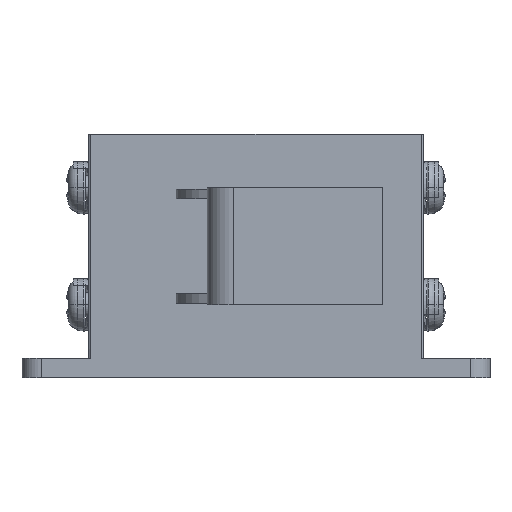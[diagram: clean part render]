
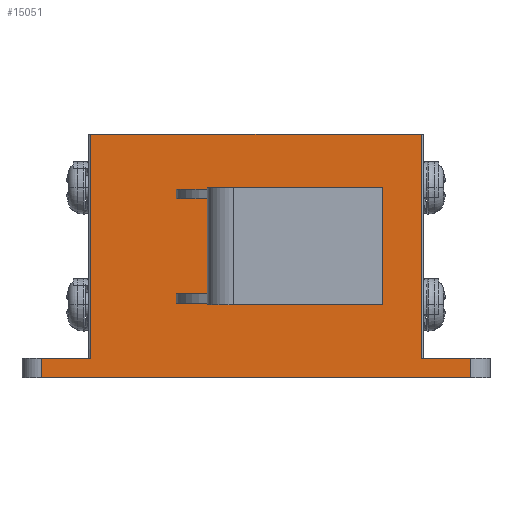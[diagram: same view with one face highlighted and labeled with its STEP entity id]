
A CAD part, front view. The second image highlights one B-rep face of the part: STEP entity #15051.
In plain terms, the highlighted planar face has unit normal (0, -1, 0).
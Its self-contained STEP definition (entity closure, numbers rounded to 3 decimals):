
#4625=DIRECTION('',(-1.,0.,0.));
#4626=VECTOR('',#4625,33.921);
#4627=CARTESIAN_POINT('',(16.961,0.,25.));
#4628=LINE('',#4627,#4626);
#4787=DIRECTION('',(-1.,0.,0.));
#4788=VECTOR('',#4787,5.039);
#4789=CARTESIAN_POINT('',(-16.961,0.,2.));
#4790=LINE('',#4789,#4788);
#4838=DIRECTION('',(-1.,0.,0.));
#4839=VECTOR('',#4838,5.039);
#4840=CARTESIAN_POINT('',(22.,0.,2.));
#4841=LINE('',#4840,#4839);
#5023=DIRECTION('',(0.,0.,-1.));
#5024=VECTOR('',#5023,23.);
#5025=CARTESIAN_POINT('',(-16.961,0.,25.));
#5026=LINE('',#5025,#5024);
#5027=DIRECTION('',(0.,0.,-1.));
#5028=VECTOR('',#5027,2.);
#5029=CARTESIAN_POINT('',(22.,0.,2.));
#5030=LINE('',#5029,#5028);
#5031=DIRECTION('',(-1.,0.,0.));
#5032=VECTOR('',#5031,44.);
#5033=CARTESIAN_POINT('',(22.,0.,0.));
#5034=LINE('',#5033,#5032);
#5035=DIRECTION('',(1.,0.,0.));
#5036=VECTOR('',#5035,2.);
#5037=CARTESIAN_POINT('',(-7.,0.,19.35));
#5038=LINE('',#5037,#5036);
#5039=DIRECTION('',(0.,0.,-1.));
#5040=VECTOR('',#5039,1.);
#5041=CARTESIAN_POINT('',(-7.,0.,19.35));
#5042=LINE('',#5041,#5040);
#5043=DIRECTION('',(1.,0.,0.));
#5044=VECTOR('',#5043,2.);
#5045=CARTESIAN_POINT('',(-7.,0.,18.35));
#5046=LINE('',#5045,#5044);
#5047=DIRECTION('',(1.,0.,0.));
#5048=VECTOR('',#5047,2.);
#5049=CARTESIAN_POINT('',(-7.,0.,8.65));
#5050=LINE('',#5049,#5048);
#5051=DIRECTION('',(0.,0.,-1.));
#5052=VECTOR('',#5051,1.);
#5053=CARTESIAN_POINT('',(-7.,0.,8.65));
#5054=LINE('',#5053,#5052);
#5055=DIRECTION('',(1.,0.,0.));
#5056=VECTOR('',#5055,2.);
#5057=CARTESIAN_POINT('',(-7.,0.,7.65));
#5058=LINE('',#5057,#5056);
#5059=DIRECTION('',(0.,0.,1.));
#5060=VECTOR('',#5059,23.);
#5061=CARTESIAN_POINT('',(16.961,0.,2.));
#5062=LINE('',#5061,#5060);
#5290=DIRECTION('',(0.,0.,-1.));
#5291=VECTOR('',#5290,2.);
#5292=CARTESIAN_POINT('',(-22.,0.,2.));
#5293=LINE('',#5292,#5291);
#5312=DIRECTION('',(0.,0.,1.));
#5313=VECTOR('',#5312,0.15);
#5314=CARTESIAN_POINT('',(-5.,0.,19.35));
#5315=LINE('',#5314,#5313);
#5324=DIRECTION('',(0.,0.,1.));
#5325=VECTOR('',#5324,0.15);
#5326=CARTESIAN_POINT('',(-5.,0.,7.5));
#5327=LINE('',#5326,#5325);
#5340=DIRECTION('',(0.,0.,1.));
#5341=VECTOR('',#5340,9.7);
#5342=CARTESIAN_POINT('',(-5.,0.,8.65));
#5343=LINE('',#5342,#5341);
#5357=DIRECTION('',(1.,0.,0.));
#5358=VECTOR('',#5357,18.);
#5359=CARTESIAN_POINT('',(-5.,0.,19.5));
#5360=LINE('',#5359,#5358);
#5401=DIRECTION('',(-1.,0.,0.));
#5402=VECTOR('',#5401,18.);
#5403=CARTESIAN_POINT('',(13.,0.,7.5));
#5404=LINE('',#5403,#5402);
#5466=DIRECTION('',(0.,0.,-1.));
#5467=VECTOR('',#5466,12.);
#5468=CARTESIAN_POINT('',(13.,0.,19.5));
#5469=LINE('',#5468,#5467);
#6481=CARTESIAN_POINT('',(-22.,0.,0.));
#6482=VERTEX_POINT('',#6481);
#6483=CARTESIAN_POINT('',(22.,0.,0.));
#6484=VERTEX_POINT('',#6483);
#6491=CARTESIAN_POINT('',(-16.961,0.,25.));
#6492=CARTESIAN_POINT('',(-16.961,0.,2.));
#6493=VERTEX_POINT('',#6491);
#6494=VERTEX_POINT('',#6492);
#6495=CARTESIAN_POINT('',(16.961,0.,25.));
#6496=VERTEX_POINT('',#6495);
#6497=CARTESIAN_POINT('',(22.,0.,2.));
#6498=VERTEX_POINT('',#6497);
#6499=CARTESIAN_POINT('',(-22.,0.,2.));
#6500=VERTEX_POINT('',#6499);
#6501=CARTESIAN_POINT('',(13.,0.,19.5));
#6502=CARTESIAN_POINT('',(13.,0.,7.5));
#6503=VERTEX_POINT('',#6501);
#6504=VERTEX_POINT('',#6502);
#6549=CARTESIAN_POINT('',(16.961,0.,2.));
#6550=VERTEX_POINT('',#6549);
#6641=CARTESIAN_POINT('',(-5.,0.,19.5));
#6643=VERTEX_POINT('',#6641);
#6663=CARTESIAN_POINT('',(-5.,0.,7.5));
#6664=VERTEX_POINT('',#6663);
#7679=CARTESIAN_POINT('',(-7.,0.,19.35));
#7680=CARTESIAN_POINT('',(-5.,0.,19.35));
#7681=VERTEX_POINT('',#7679);
#7682=VERTEX_POINT('',#7680);
#7683=CARTESIAN_POINT('',(-7.,0.,18.35));
#7684=VERTEX_POINT('',#7683);
#7685=CARTESIAN_POINT('',(-5.,0.,18.35));
#7686=VERTEX_POINT('',#7685);
#7687=CARTESIAN_POINT('',(-7.,0.,7.65));
#7688=CARTESIAN_POINT('',(-5.,0.,7.65));
#7689=VERTEX_POINT('',#7687);
#7690=VERTEX_POINT('',#7688);
#7691=CARTESIAN_POINT('',(-7.,0.,8.65));
#7692=CARTESIAN_POINT('',(-5.,0.,8.65));
#7693=VERTEX_POINT('',#7691);
#7694=VERTEX_POINT('',#7692);
#15006=CARTESIAN_POINT('',(0.,0.,12.5));
#15007=DIRECTION('',(0.,1.,0.));
#15008=DIRECTION('',(1.,0.,0.));
#15009=AXIS2_PLACEMENT_3D('',#15006,#15007,#15008);
#15010=PLANE('',#15009);
#15011=ORIENTED_EDGE('',*,*,#14672,.F.);
#15012=ORIENTED_EDGE('',*,*,#15001,.F.);
#15013=ORIENTED_EDGE('',*,*,#14579,.F.);
#15015=ORIENTED_EDGE('',*,*,#15014,.F.);
#15016=ORIENTED_EDGE('',*,*,#14702,.F.);
#15018=ORIENTED_EDGE('',*,*,#15017,.T.);
#15020=ORIENTED_EDGE('',*,*,#15019,.T.);
#15022=ORIENTED_EDGE('',*,*,#15021,.F.);
#15023=EDGE_LOOP('',(#15011,#15012,#15013,#15015,#15016,#15018,#15020,#15022));
#15024=FACE_OUTER_BOUND('',#15023,.F.);
#15026=ORIENTED_EDGE('',*,*,#15025,.F.);
#15028=ORIENTED_EDGE('',*,*,#15027,.T.);
#15030=ORIENTED_EDGE('',*,*,#15029,.T.);
#15032=ORIENTED_EDGE('',*,*,#15031,.F.);
#15034=ORIENTED_EDGE('',*,*,#15033,.F.);
#15036=ORIENTED_EDGE('',*,*,#15035,.T.);
#15038=ORIENTED_EDGE('',*,*,#15037,.T.);
#15040=ORIENTED_EDGE('',*,*,#15039,.F.);
#15042=ORIENTED_EDGE('',*,*,#15041,.F.);
#15044=ORIENTED_EDGE('',*,*,#15043,.F.);
#15046=ORIENTED_EDGE('',*,*,#15045,.F.);
#15048=ORIENTED_EDGE('',*,*,#15047,.F.);
#15049=EDGE_LOOP('',(#15026,#15028,#15030,#15032,#15034,#15036,#15038,#15040,
#15042,#15044,#15046,#15048));
#15050=FACE_BOUND('',#15049,.F.);
#14579=EDGE_CURVE('',#6496,#6493,#4628,.T.);
#14672=EDGE_CURVE('',#6494,#6500,#4790,.T.);
#14702=EDGE_CURVE('',#6498,#6550,#4841,.T.);
#15001=EDGE_CURVE('',#6493,#6494,#5026,.T.);
#15014=EDGE_CURVE('',#6550,#6496,#5062,.T.);
#15017=EDGE_CURVE('',#6498,#6484,#5030,.T.);
#15019=EDGE_CURVE('',#6484,#6482,#5034,.T.);
#15021=EDGE_CURVE('',#6500,#6482,#5293,.T.);
#15025=EDGE_CURVE('',#7681,#7682,#5038,.T.);
#15027=EDGE_CURVE('',#7681,#7684,#5042,.T.);
#15029=EDGE_CURVE('',#7684,#7686,#5046,.T.);
#15031=EDGE_CURVE('',#7694,#7686,#5343,.T.);
#15033=EDGE_CURVE('',#7693,#7694,#5050,.T.);
#15035=EDGE_CURVE('',#7693,#7689,#5054,.T.);
#15037=EDGE_CURVE('',#7689,#7690,#5058,.T.);
#15039=EDGE_CURVE('',#6664,#7690,#5327,.T.);
#15041=EDGE_CURVE('',#6504,#6664,#5404,.T.);
#15043=EDGE_CURVE('',#6503,#6504,#5469,.T.);
#15045=EDGE_CURVE('',#6643,#6503,#5360,.T.);
#15047=EDGE_CURVE('',#7682,#6643,#5315,.T.);
#15051=ADVANCED_FACE('',(#15024,#15050),#15010,.F.);
